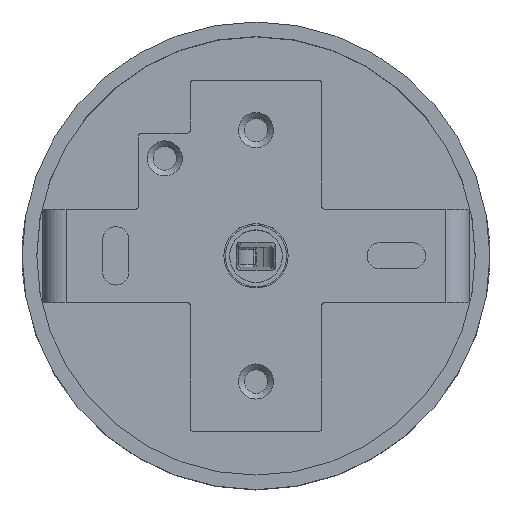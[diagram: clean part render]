
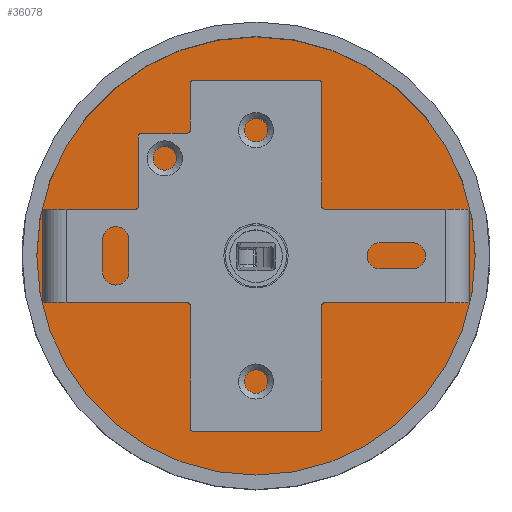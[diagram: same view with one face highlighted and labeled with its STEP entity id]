
A CAD part, top view. The second image highlights one B-rep face of the part: STEP entity #36078.
In plain terms, the highlighted planar face has unit normal (0, 0, 1).
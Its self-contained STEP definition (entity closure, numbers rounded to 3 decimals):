
#5051=FACE_BOUND('',#8620,.T.);
#5267=PLANE('',#39168);
#6349=FACE_OUTER_BOUND('',#8619,.T.);
#8619=EDGE_LOOP('',(#27434));
#8620=EDGE_LOOP('',(#27435));
#12990=CIRCLE('',#39169,37.5);
#12991=CIRCLE('',#39170,6.6);
#14689=VERTEX_POINT('',#60288);
#14690=VERTEX_POINT('',#60290);
#19311=EDGE_CURVE('',#14689,#14689,#12990,.T.);
#19312=EDGE_CURVE('',#14690,#14690,#12991,.T.);
#27434=ORIENTED_EDGE('',*,*,#19311,.T.);
#27435=ORIENTED_EDGE('',*,*,#19312,.F.);
#36078=ADVANCED_FACE('',(#6349,#5051),#5267,.F.);
#39168=AXIS2_PLACEMENT_3D('',#60287,#44364,#44365);
#39169=AXIS2_PLACEMENT_3D('',#60289,#44366,#44367);
#39170=AXIS2_PLACEMENT_3D('',#60291,#44368,#44369);
#44364=DIRECTION('center_axis',(0.,0.,
-1.));
#44365=DIRECTION('ref_axis',(0.,1.,0.));
#44366=DIRECTION('center_axis',(0.,0.,
1.));
#44367=DIRECTION('ref_axis',(0.,1.,0.));
#44368=DIRECTION('center_axis',(0.,0.,
1.));
#44369=DIRECTION('ref_axis',(0.,1.,0.));
#60287=CARTESIAN_POINT('Origin',(0.,0.,
149.8));
#60288=CARTESIAN_POINT('',(0.,-37.5,149.8));
#60289=CARTESIAN_POINT('Origin',(0.,0.,
149.8));
#60290=CARTESIAN_POINT('',(0.,-6.6,149.8));
#60291=CARTESIAN_POINT('Origin',(0.,0.,
149.8));
